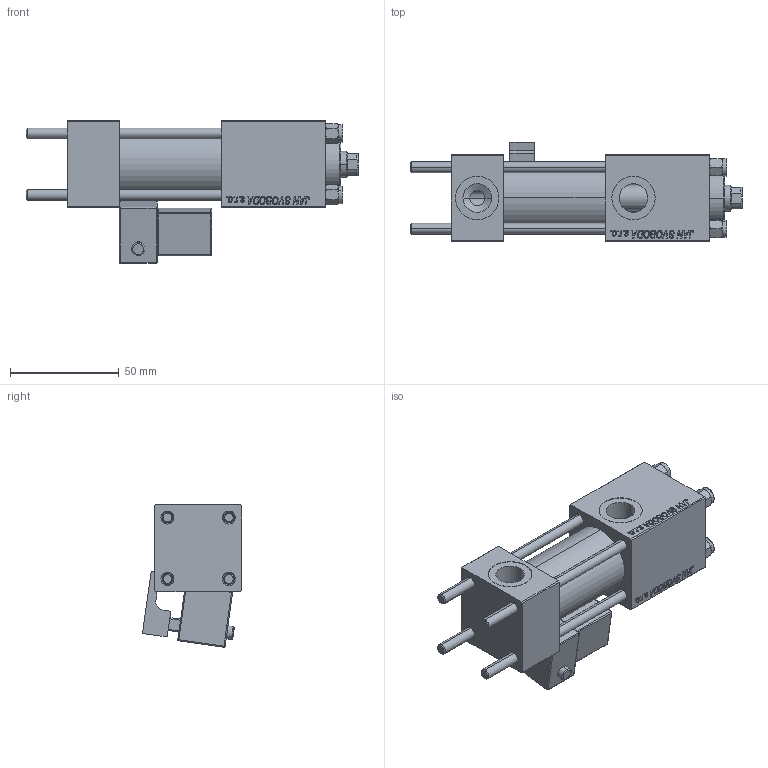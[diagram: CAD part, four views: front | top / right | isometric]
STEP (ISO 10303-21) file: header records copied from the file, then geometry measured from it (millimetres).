
FILE_DESCRIPTION (( 'STEP AP203' ), '1' );
FILE_NAME ('bcb2.STEP', '2023-08-26T15:51:52', ( '' ), ( '' ), 'SwSTEP 2.0', 'SolidWorks 2019', '' );
FILE_SCHEMA (( 'CONFIG_CONTROL_DESIGN' ));
Length unit declared in the file: millimetre
Products named in the file (7): V215CR_BODY_A 74a190721c8c074b6053903254a1d32c; V215_VC_A 74a190721c8c074b6053903254a1d32c; V215CR_VCP 74a190721c8c074b6053903254a1d32c; bcb2; CR025_012_A_0_G_A_G_M_020_+#_##_TYCINKA 74a190721c8c074b6053903254a1d32c; V215CR_MSU 74a190721c8c074b6053903254a1d32c; NUT_M5 74a190721c8c074b6053903254a1d32c
Assembly tree (12 placements, depth 2):
  bcb2
    V215CR_BODY_A 74a190721c8c074b6053903254a1d32c
    CR025_012_A_0_G_A_G_M_020_+#_##_TYCINKA 74a190721c8c074b6053903254a1d32c  x4
    NUT_M5 74a190721c8c074b6053903254a1d32c  x4
    V215CR_VCP 74a190721c8c074b6053903254a1d32c
    V215_VC_A 74a190721c8c074b6053903254a1d32c
    V215CR_MSU 74a190721c8c074b6053903254a1d32c
Bounding box: 153 x 45.69 x 65.59 mm (x, y, z)
Volume: 165107 mm3; surface area: 64850.8 mm2
Topology: 12 solids, 12 shells, 1210 faces, 3032 edges, 1945 vertices
Faces by surface type: plane 548, bspline 392, cone 136, cylinder 108, torus 14, sphere 12
Entity records: 52039 total; most frequent: CARTESIAN_POINT 27389, ORIENTED_EDGE 5532, DIRECTION 3620, EDGE_CURVE 2766, VERTEX_POINT 1801, LINE 1684, VECTOR 1684, EDGE_LOOP 1221
